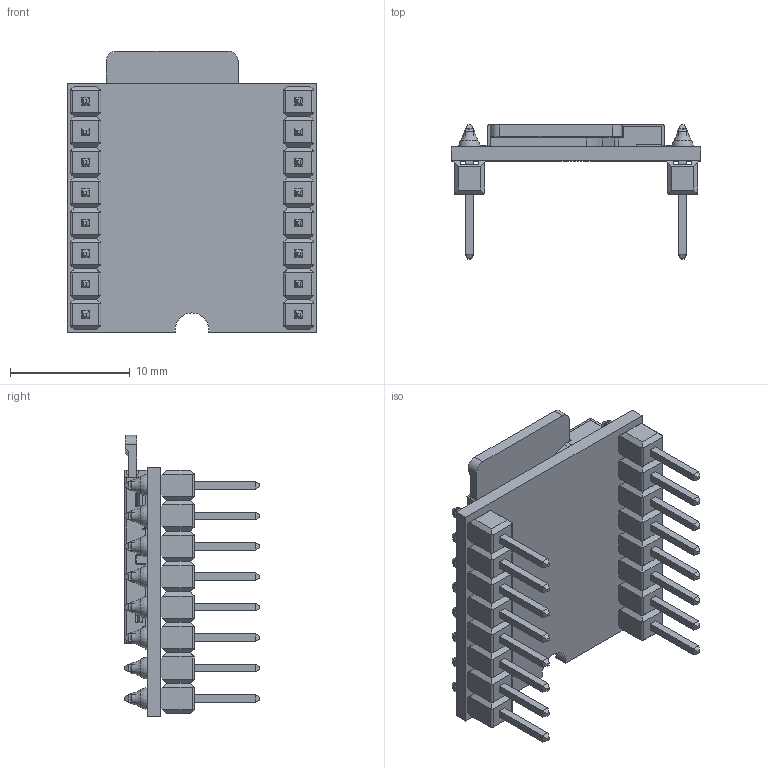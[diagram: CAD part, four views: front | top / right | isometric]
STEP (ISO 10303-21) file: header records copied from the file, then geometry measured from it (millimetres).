
FILE_DESCRIPTION(/* description */ (''),/* implementation_level */ '2;1');
FILE_NAME(/* name */ 'DFPlayer Mini Assem v1.step',/* time_stamp */ '2019-04-29T12:39:04-05:00',/* author */ ('ddtdanilo'),/* organization */ (''),/* preprocessor_version */ 'ST-DEVELOPER v18',/* originating_system */ 'Autodesk Translation Framework v8.2.0.1029',/* authorisation */ '');
FILE_SCHEMA (('AUTOMOTIVE_DESIGN { 1 0 10303 214 3 1 1 }'));
Products named in the file (9): DFPlayer Mini Assem; DFPlayer Mini PCB; SD card Assem; CD card slot; Micro sd card; DFPlayer Mini Pin; 11_20mm pin; Pin Header 1x12 TH Pitch 2; solder
Assembly tree (23 placements, depth 3):
  DFPlayer Mini Assem
    DFPlayer Mini PCB
    SD card Assem
      CD card slot
      Micro sd card
    DFPlayer Mini Pin  x16
      11_20mm pin
      Pin Header 1x12 TH Pitch 2
      solder
Bounding box: 20.8 x 11.2 x 23.46 mm (x, y, z)
Volume: 1136.1 mm3; surface area: 3514.7 mm2
Topology: 51 solids, 51 shells, 2386 faces, 6427 edges, 4268 vertices
Faces by surface type: plane 1861, bspline 263, cylinder 227, torus 32, cone 3
Full cylindrical faces by diameter (mm): 0.8 x2, 1 x32
Entity records: 69761 total; most frequent: CARTESIAN_POINT 25707, ORIENTED_EDGE 9554, DIRECTION 7698, EDGE_CURVE 4777, LINE 3854, VECTOR 3854, VERTEX_POINT 3188, AXIS2_PLACEMENT_3D 1922
